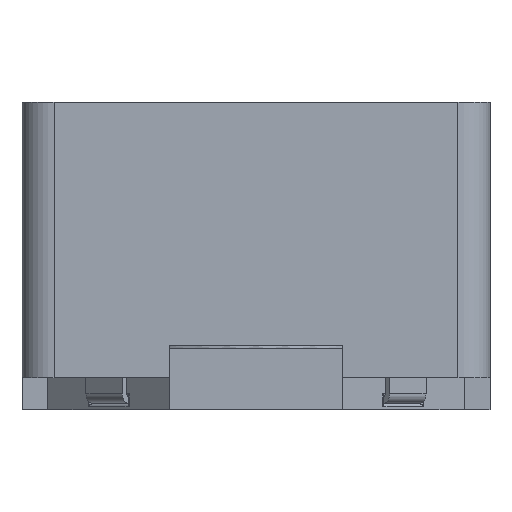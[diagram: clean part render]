
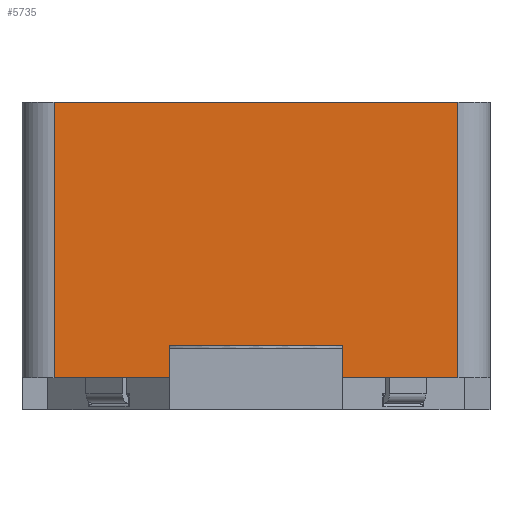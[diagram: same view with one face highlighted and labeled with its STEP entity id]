
A CAD part, left-side view. The second image highlights one B-rep face of the part: STEP entity #5735.
In plain terms, the highlighted planar face has unit normal (-1, 0, 0).
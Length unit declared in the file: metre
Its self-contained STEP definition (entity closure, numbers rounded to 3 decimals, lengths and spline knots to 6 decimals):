
#423=PLANE('',#7319);
#760=LINE('',#9551,#1376);
#763=LINE('',#9557,#1379);
#766=LINE('',#9563,#1382);
#805=LINE('',#9692,#1421);
#806=LINE('',#9697,#1422);
#810=LINE('',#9712,#1426);
#811=LINE('',#9713,#1427);
#812=LINE('',#9714,#1428);
#1376=VECTOR('',#8058,1.);
#1379=VECTOR('',#8063,1.);
#1382=VECTOR('',#8068,1.);
#1421=VECTOR('',#8195,1.);
#1422=VECTOR('',#8200,1.);
#1426=VECTOR('',#8214,1.);
#1427=VECTOR('',#8215,1.);
#1428=VECTOR('',#8216,1.);
#2426=ORIENTED_EDGE('',*,*,#3647,.T.);
#2427=ORIENTED_EDGE('',*,*,#3650,.T.);
#2428=ORIENTED_EDGE('',*,*,#3726,.T.);
#2429=ORIENTED_EDGE('',*,*,#3719,.F.);
#2430=ORIENTED_EDGE('',*,*,#3727,.F.);
#2431=ORIENTED_EDGE('',*,*,#3717,.T.);
#2432=ORIENTED_EDGE('',*,*,#3728,.T.);
#2433=ORIENTED_EDGE('',*,*,#3653,.T.);
#3647=EDGE_CURVE('',#4352,#4357,#760,.T.);
#3650=EDGE_CURVE('',#4357,#4359,#763,.T.);
#3653=EDGE_CURVE('',#4360,#4352,#766,.T.);
#3717=EDGE_CURVE('',#4405,#4407,#805,.T.);
#3719=EDGE_CURVE('',#4408,#4410,#806,.T.);
#3726=EDGE_CURVE('',#4359,#4410,#810,.T.);
#3727=EDGE_CURVE('',#4405,#4408,#811,.T.);
#3728=EDGE_CURVE('',#4407,#4360,#812,.T.);
#4352=VERTEX_POINT('',#9541);
#4357=VERTEX_POINT('',#9550);
#4359=VERTEX_POINT('',#9556);
#4360=VERTEX_POINT('',#9560);
#4405=VERTEX_POINT('',#9687);
#4407=VERTEX_POINT('',#9691);
#4408=VERTEX_POINT('',#9695);
#4410=VERTEX_POINT('',#9698);
#4963=EDGE_LOOP('',(#2426,#2427,#2428,#2429,#2430,#2431,#2432,#2433));
#5313=FACE_BOUND('',#4963,.T.);
#5735=ADVANCED_FACE('',(#5313),#423,.F.);
#7319=AXIS2_PLACEMENT_3D('',#9711,#8212,#8213);
#8058=DIRECTION('',(0.,-1.,0.));
#8063=DIRECTION('',(0.,0.,-1.));
#8068=DIRECTION('',(0.,0.,1.));
#8195=DIRECTION('',(0.,0.,-1.));
#8200=DIRECTION('',(0.,0.,-1.));
#8212=DIRECTION('',(1.,0.,0.));
#8213=DIRECTION('',(0.,1.,0.));
#8214=DIRECTION('',(0.,-1.,0.));
#8215=DIRECTION('',(0.,-1.,0.));
#8216=DIRECTION('',(0.,-1.,0.));
#9541=CARTESIAN_POINT('',(-0.00365,0.00135,0.));
#9550=CARTESIAN_POINT('',(-0.00365,-0.00135,0.));
#9551=CARTESIAN_POINT('',(-0.00365,0.00365,0.));
#9556=CARTESIAN_POINT('',(-0.00365,-0.00135,-0.0005));
#9557=CARTESIAN_POINT('',(-0.00365,-0.00135,0.0038));
#9560=CARTESIAN_POINT('',(-0.00365,0.00135,-0.0005));
#9563=CARTESIAN_POINT('',(-0.00365,0.00135,0.0038));
#9687=CARTESIAN_POINT('',(-0.00365,0.00315,0.0038));
#9691=CARTESIAN_POINT('',(-0.00365,0.00315,-0.0005));
#9692=CARTESIAN_POINT('',(-0.00365,0.00315,0.0038));
#9695=CARTESIAN_POINT('',(-0.00365,-0.00315,0.0038));
#9697=CARTESIAN_POINT('',(-0.00365,-0.00315,0.0038));
#9698=CARTESIAN_POINT('',(-0.00365,-0.00315,-0.0005));
#9711=CARTESIAN_POINT('',(-0.00365,0.00365,0.0038));
#9712=CARTESIAN_POINT('',(-0.00365,0.00365,-0.0005));
#9713=CARTESIAN_POINT('',(-0.00365,0.00365,0.0038));
#9714=CARTESIAN_POINT('',(-0.00365,0.00365,-0.0005));
